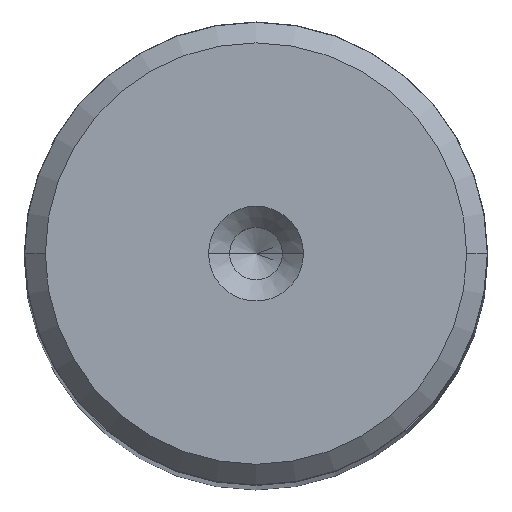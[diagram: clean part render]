
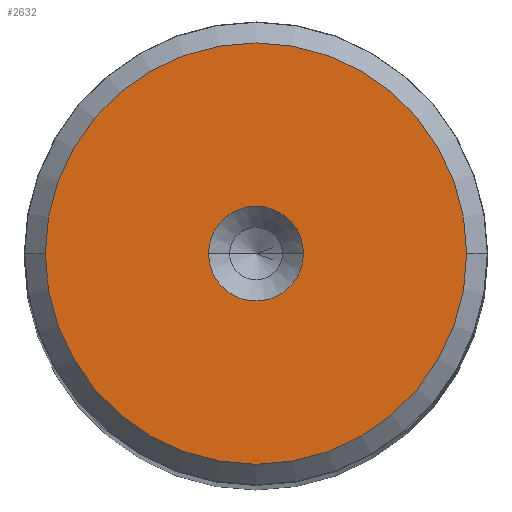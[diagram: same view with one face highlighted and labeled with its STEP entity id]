
A CAD part, top view. The second image highlights one B-rep face of the part: STEP entity #2632.
In plain terms, the highlighted planar face has unit normal (0, 0, 1).
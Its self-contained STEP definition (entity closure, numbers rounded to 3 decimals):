
#17 = CARTESIAN_POINT ( 'NONE',  ( 10.009, 0., 130. ) ) ;
#19 = CARTESIAN_POINT ( 'NONE',  ( 2.25, 0., 130. ) ) ;
#166 = CIRCLE ( 'NONE', #408, 2.25 ) ;
#180 = DIRECTION ( 'NONE',  ( 1., 0., 0. ) ) ;
#358 = DIRECTION ( 'NONE',  ( 0., 0., 1. ) ) ;
#374 = PLANE ( 'NONE',  #2450 ) ;
#385 = DIRECTION ( 'NONE',  ( 1., 0., 0. ) ) ;
#402 = AXIS2_PLACEMENT_3D ( 'NONE', #1421, #1012, #385 ) ;
#408 = AXIS2_PLACEMENT_3D ( 'NONE', #2076, #2240, #1858 ) ;
#550 = VERTEX_POINT ( 'NONE', #856 ) ;
#554 = ORIENTED_EDGE ( 'NONE', *, *, #1803, .F. ) ;
#675 = EDGE_LOOP ( 'NONE', ( #554, #1787 ) ) ;
#749 = CARTESIAN_POINT ( 'NONE',  ( 0., 0., 130. ) ) ;
#785 = EDGE_CURVE ( 'NONE', #1468, #550, #1316, .T. ) ;
#856 = CARTESIAN_POINT ( 'NONE',  ( -10.009, 0., 130. ) ) ;
#881 = CIRCLE ( 'NONE', #2307, 10.009 ) ;
#978 = CARTESIAN_POINT ( 'NONE',  ( 0., 0., 130. ) ) ;
#989 = CIRCLE ( 'NONE', #402, 2.25 ) ;
#1012 = DIRECTION ( 'NONE',  ( 0., 0., 1. ) ) ;
#1187 = AXIS2_PLACEMENT_3D ( 'NONE', #978, #358, #2188 ) ;
#1212 = FACE_BOUND ( 'NONE', #675, .T. ) ;
#1266 = EDGE_LOOP ( 'NONE', ( #2053, #2435 ) ) ;
#1316 = CIRCLE ( 'NONE', #1187, 10.009 ) ;
#1414 = CARTESIAN_POINT ( 'NONE',  ( -2.25, 0., 130. ) ) ;
#1421 = CARTESIAN_POINT ( 'NONE',  ( 0., 0., 130. ) ) ;
#1449 = CARTESIAN_POINT ( 'NONE',  ( 0., 0., 130. ) ) ;
#1468 = VERTEX_POINT ( 'NONE', #17 ) ;
#1616 = FACE_OUTER_BOUND ( 'NONE', #1266, .T. ) ;
#1623 = DIRECTION ( 'NONE',  ( 1., 0., 0. ) ) ;
#1754 = VERTEX_POINT ( 'NONE', #19 ) ;
#1787 = ORIENTED_EDGE ( 'NONE', *, *, #2222, .F. ) ;
#1803 = EDGE_CURVE ( 'NONE', #1754, #2411, #166, .T. ) ;
#1858 = DIRECTION ( 'NONE',  ( 1., 0., 0. ) ) ;
#2053 = ORIENTED_EDGE ( 'NONE', *, *, #2217, .T. ) ;
#2076 = CARTESIAN_POINT ( 'NONE',  ( 0., 0., 130. ) ) ;
#2188 = DIRECTION ( 'NONE',  ( 1., 0., 0. ) ) ;
#2217 = EDGE_CURVE ( 'NONE', #550, #1468, #881, .T. ) ;
#2222 = EDGE_CURVE ( 'NONE', #2411, #1754, #989, .T. ) ;
#2240 = DIRECTION ( 'NONE',  ( 0., 0., 1. ) ) ;
#2307 = AXIS2_PLACEMENT_3D ( 'NONE', #1449, #2441, #1623 ) ;
#2411 = VERTEX_POINT ( 'NONE', #1414 ) ;
#2435 = ORIENTED_EDGE ( 'NONE', *, *, #785, .T. ) ;
#2441 = DIRECTION ( 'NONE',  ( 0., 0., 1. ) ) ;
#2450 = AXIS2_PLACEMENT_3D ( 'NONE', #749, #2637, #180 ) ;
#2632 = ADVANCED_FACE ( 'NONE', ( #1212, #1616 ), #374, .T. ) ;
#2637 = DIRECTION ( 'NONE',  ( 0., 0., 1. ) ) ;
